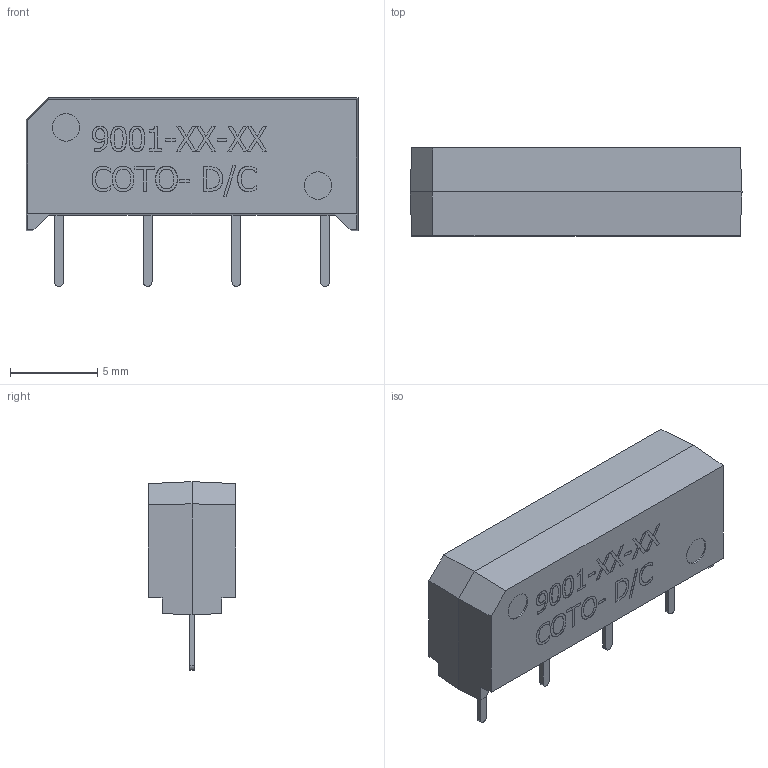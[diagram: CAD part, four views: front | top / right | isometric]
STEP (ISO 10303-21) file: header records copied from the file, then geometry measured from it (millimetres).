
FILE_DESCRIPTION(('FreeCAD Model'),'2;1');
FILE_NAME('_000_A.step', '2017-03-22T15:47:40',('kicad StepUp'),('ksu MCAD'), 'Open CASCADE STEP processor 6.8','FreeCAD','Unknown');
FILE_SCHEMA(('AUTOMOTIVE_DESIGN_CC2 { 1 2 10303 214 -1 1 5 4 }'));
Length unit declared in the file: millimetre
Products named in the file (1): _000_A
Bounding box: 19 x 5.03 x 10.79 mm (x, y, z)
Volume: 629.6 mm3; surface area: 536.3 mm2
Topology: 1 solids, 1 shells, 294 faces, 779 edges, 515 vertices
Faces by surface type: plane 170, bspline 112, revolution 8, cylinder 4
Entity records: 9640 total; most frequent: CARTESIAN_POINT 3053, ORIENTED_EDGE 1558, DIRECTION 945, EDGE_CURVE 779, LINE 539, VECTOR 539, VERTEX_POINT 515, FACE_BOUND 322
